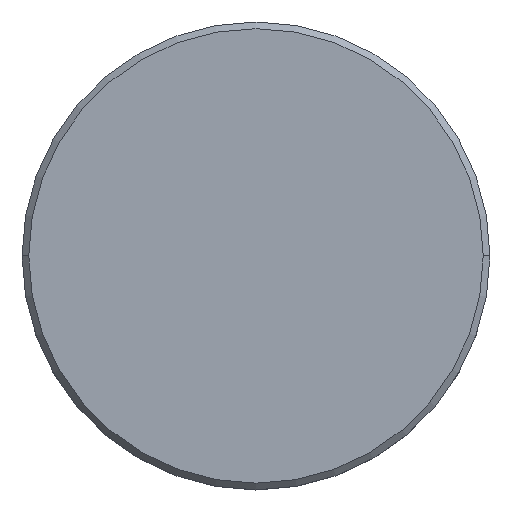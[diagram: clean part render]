
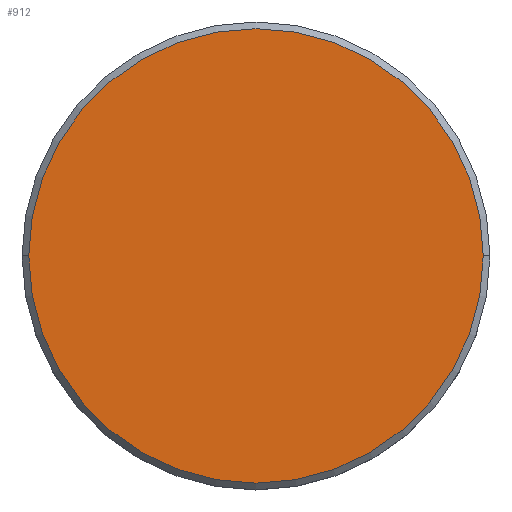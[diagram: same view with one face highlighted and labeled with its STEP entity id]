
A CAD part, top view. The second image highlights one B-rep face of the part: STEP entity #912.
In plain terms, the highlighted planar face has unit normal (0, 0, 1).
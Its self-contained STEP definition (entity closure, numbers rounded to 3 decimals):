
#22 = CARTESIAN_POINT ( 'NONE',  ( -17., 0., 0. ) ) ;
#28 = EDGE_CURVE ( 'NONE', #96, #111, #478, .T. ) ;
#96 = VERTEX_POINT ( 'NONE', #22 ) ;
#111 = VERTEX_POINT ( 'NONE', #120 ) ;
#120 = CARTESIAN_POINT ( 'NONE',  ( 17., 0., 0. ) ) ;
#130 = CARTESIAN_POINT ( 'NONE',  ( 0., 0., 0. ) ) ;
#277 = PLANE ( 'NONE',  #1080 ) ;
#323 = ORIENTED_EDGE ( 'NONE', *, *, #28, .T. ) ;
#478 = CIRCLE ( 'NONE', #712, 17. ) ;
#481 = DIRECTION ( 'NONE',  ( 0., 0., 1. ) ) ;
#498 = DIRECTION ( 'NONE',  ( 1., 0., 0. ) ) ;
#531 = AXIS2_PLACEMENT_3D ( 'NONE', #1132, #961, #1052 ) ;
#590 = DIRECTION ( 'NONE',  ( 0., 0., 1. ) ) ;
#712 = AXIS2_PLACEMENT_3D ( 'NONE', #130, #481, #498 ) ;
#732 = FACE_OUTER_BOUND ( 'NONE', #962, .T. ) ;
#862 = DIRECTION ( 'NONE',  ( 1., 0., 0. ) ) ;
#899 = CIRCLE ( 'NONE', #531, 17. ) ;
#912 = ADVANCED_FACE ( 'NONE', ( #732 ), #277, .T. ) ;
#961 = DIRECTION ( 'NONE',  ( 0., 0., 1. ) ) ;
#962 = EDGE_LOOP ( 'NONE', ( #323, #966 ) ) ;
#966 = ORIENTED_EDGE ( 'NONE', *, *, #1001, .T. ) ;
#1001 = EDGE_CURVE ( 'NONE', #111, #96, #899, .T. ) ;
#1052 = DIRECTION ( 'NONE',  ( 1., 0., 0. ) ) ;
#1080 = AXIS2_PLACEMENT_3D ( 'NONE', #1085, #590, #862 ) ;
#1085 = CARTESIAN_POINT ( 'NONE',  ( 0., 0., 0. ) ) ;
#1132 = CARTESIAN_POINT ( 'NONE',  ( 0., 0., 0. ) ) ;
